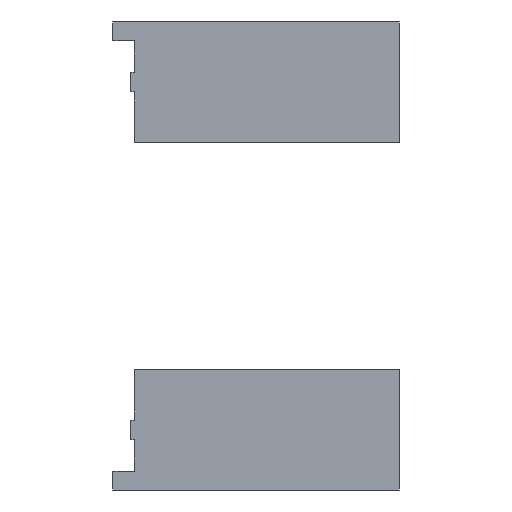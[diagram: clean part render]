
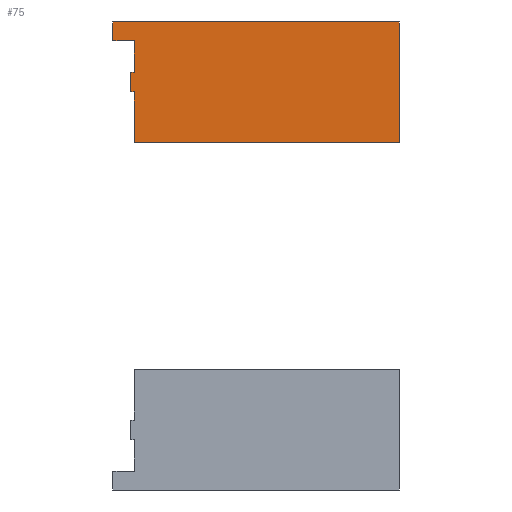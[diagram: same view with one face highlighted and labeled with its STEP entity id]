
A CAD part, left-side view. The second image highlights one B-rep face of the part: STEP entity #75.
In plain terms, the highlighted planar face has unit normal (-1, 0, 0).
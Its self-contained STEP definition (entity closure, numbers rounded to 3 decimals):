
#75=ADVANCED_FACE('',(#154),#155,.F.);
#154=FACE_OUTER_BOUND('',#241,.T.);
#155=PLANE('',#242);
#241=EDGE_LOOP('',(#356,#357,#358,#359,#360,#361,#362,#363,#364,#365));
#242=AXIS2_PLACEMENT_3D('',#366,#367,#368);
#356=ORIENTED_EDGE('',*,*,#544,.T.);
#357=ORIENTED_EDGE('',*,*,#513,.F.);
#358=ORIENTED_EDGE('',*,*,#534,.T.);
#359=ORIENTED_EDGE('',*,*,#529,.F.);
#360=ORIENTED_EDGE('',*,*,#536,.F.);
#361=ORIENTED_EDGE('',*,*,#523,.F.);
#362=ORIENTED_EDGE('',*,*,#526,.T.);
#363=ORIENTED_EDGE('',*,*,#516,.F.);
#364=ORIENTED_EDGE('',*,*,#545,.F.);
#365=ORIENTED_EDGE('',*,*,#542,.F.);
#366=CARTESIAN_POINT('',(0.0,-0.348,65.0));
#367=DIRECTION('',(1.0,0.0,0.0));
#368=DIRECTION('',(0.0,1.0,0.0));
#513=EDGE_CURVE('',#601,#596,#603,.T.);
#516=EDGE_CURVE('',#606,#608,#609,.T.);
#523=EDGE_CURVE('',#619,#614,#621,.T.);
#526=EDGE_CURVE('',#619,#608,#624,.T.);
#529=EDGE_CURVE('',#627,#629,#630,.T.);
#534=EDGE_CURVE('',#601,#629,#636,.T.);
#536=EDGE_CURVE('',#614,#627,#638,.T.);
#542=EDGE_CURVE('',#646,#641,#648,.T.);
#544=EDGE_CURVE('',#646,#596,#650,.T.);
#545=EDGE_CURVE('',#641,#606,#651,.T.);
#596=VERTEX_POINT('',#722);
#601=VERTEX_POINT('',#729);
#603=LINE('',#732,#733);
#606=VERTEX_POINT('',#736);
#608=VERTEX_POINT('',#739);
#609=LINE('',#740,#741);
#614=VERTEX_POINT('',#748);
#619=VERTEX_POINT('',#755);
#621=LINE('',#758,#759);
#624=LINE('',#763,#764);
#627=VERTEX_POINT('',#767);
#629=VERTEX_POINT('',#770);
#630=LINE('',#771,#772);
#636=LINE('',#781,#782);
#638=LINE('',#784,#785);
#641=VERTEX_POINT('',#789);
#646=VERTEX_POINT('',#796);
#648=LINE('',#799,#800);
#650=LINE('',#802,#803);
#651=LINE('',#804,#805);
#722=CARTESIAN_POINT('',(0.0,-1.0,61.35));
#729=CARTESIAN_POINT('',(0.0,-1.0,42.5));
#732=CARTESIAN_POINT('',(0.0,-1.0,65.0));
#733=VECTOR('',#910,1.0);
#736=CARTESIAN_POINT('',(0.0,-1.0,68.65));
#739=CARTESIAN_POINT('',(0.0,-1.0,80.5));
#740=CARTESIAN_POINT('',(0.0,-1.0,65.0));
#741=VECTOR('',#912,1.0);
#748=CARTESIAN_POINT('',(0.0,7.0,87.5));
#755=CARTESIAN_POINT('',(0.0,7.0,80.5));
#758=CARTESIAN_POINT('',(0.0,7.0,84.0));
#759=VECTOR('',#918,1.0);
#763=CARTESIAN_POINT('',(0.0,3.0,80.5));
#764=VECTOR('',#920,1.0);
#767=CARTESIAN_POINT('',(0.0,-100.0,87.5));
#770=CARTESIAN_POINT('',(0.0,-100.0,42.5));
#771=CARTESIAN_POINT('',(0.0,-100.0,65.0));
#772=VECTOR('',#922,1.0);
#781=CARTESIAN_POINT('',(0.0,-50.5,42.5));
#782=VECTOR('',#926,1.0);
#784=CARTESIAN_POINT('',(0.0,3.0,87.5));
#785=VECTOR('',#927,1.0);
#789=CARTESIAN_POINT('',(0.0,0.305,68.65));
#796=CARTESIAN_POINT('',(0.0,0.305,61.35));
#799=CARTESIAN_POINT('',(0.0,0.305,65.0));
#800=VECTOR('',#932,1.0);
#802=CARTESIAN_POINT('',(0.0,-0.348,61.35));
#803=VECTOR('',#933,1.0);
#804=CARTESIAN_POINT('',(0.0,-0.348,68.65));
#805=VECTOR('',#934,1.0);
#910=DIRECTION('',(0.0,0.0,1.0));
#912=DIRECTION('',(0.0,0.0,1.0));
#918=DIRECTION('',(0.0,0.0,1.0));
#920=DIRECTION('',(0.0,-1.0,0.0));
#922=DIRECTION('',(0.0,0.0,-1.0));
#926=DIRECTION('',(0.0,-1.0,0.0));
#927=DIRECTION('',(0.0,-1.0,0.0));
#932=DIRECTION('',(0.0,0.0,1.0));
#933=DIRECTION('',(0.0,-1.0,0.0));
#934=DIRECTION('',(0.0,-1.0,0.0));
